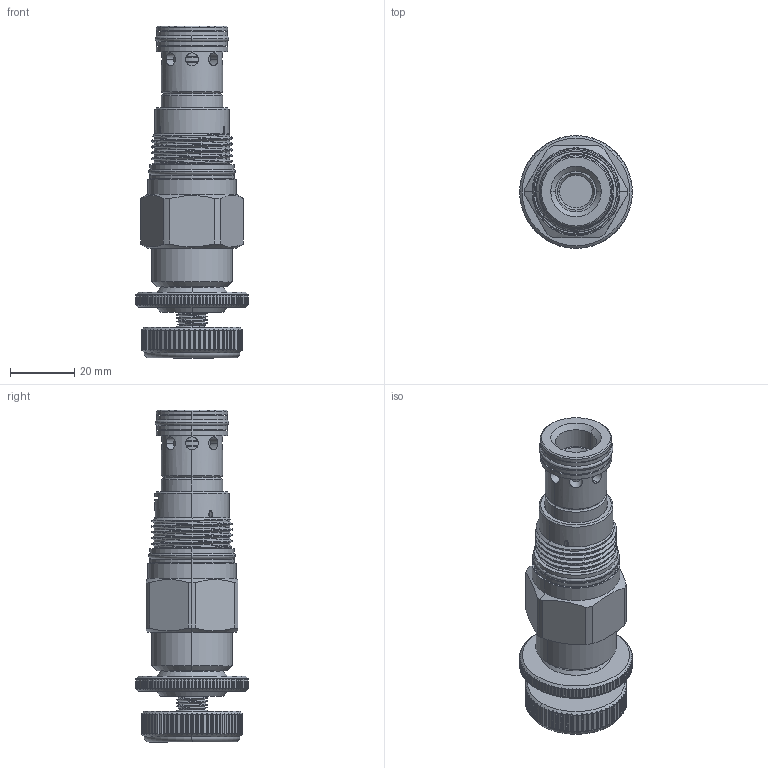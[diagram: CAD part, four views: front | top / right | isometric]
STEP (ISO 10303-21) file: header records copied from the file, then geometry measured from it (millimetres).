
FILE_DESCRIPTION (( 'STEP AP203' ), '1' );
FILE_NAME ('RD3A27-B1.STEP', '2016-07-29T08:16:34', ( '' ), ( '' ), 'SwSTEP 2.0', 'SolidWorks 2012', '' );
FILE_SCHEMA (( 'CONFIG_CONTROL_DESIGN' ));
Length unit declared in the file: millimetre
Products named in the file (1): RD3A27-B1
Bounding box: 35 x 35 x 103.16 mm (x, y, z)
Volume: 41583.8 mm3; surface area: 21004.4 mm2
Topology: 7 solids, 9 shells, 1047 faces, 2956 edges, 1902 vertices
Faces by surface type: plane 454, cylinder 425, cone 92, torus 49, bspline 27
Entity records: 58034 total; most frequent: CARTESIAN_POINT 33157, ORIENTED_EDGE 5888, DIRECTION 4449, EDGE_CURVE 2944, VERTEX_POINT 1902, AXIS2_PLACEMENT_3D 1792, EDGE_LOOP 1098, FACE_OUTER_BOUND 1047
